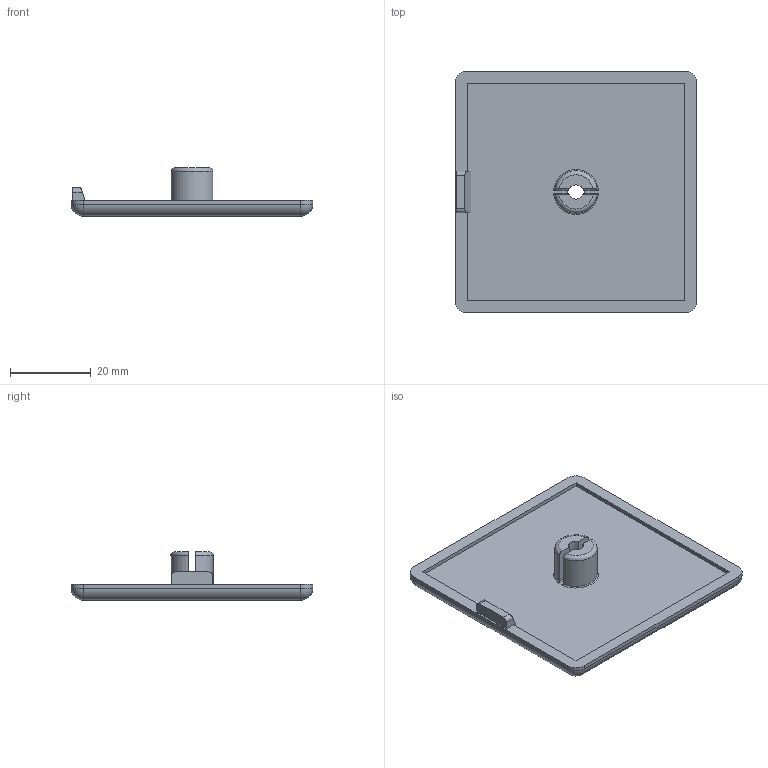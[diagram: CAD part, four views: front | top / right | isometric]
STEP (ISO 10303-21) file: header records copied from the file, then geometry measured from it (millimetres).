
FILE_DESCRIPTION (( 'STEP AP214' ), '1' );
FILE_NAME ('091071.STEP', '2014-08-22T05:42:45', ( '' ), ( '' ), 'SwSTEP 2.0', 'SolidWorks 2014', '' );
FILE_SCHEMA (( 'AUTOMOTIVE_DESIGN' ));
Length unit declared in the file: millimetre
Products named in the file (1): 091071
Bounding box: 60 x 60 x 12 mm (x, y, z)
Volume: 11567.2 mm3; surface area: 8568.9 mm2
Topology: 1 solids, 1 shells, 53 faces, 132 edges, 78 vertices
Faces by surface type: plane 23, cylinder 18, cone 4, torus 4, sphere 4
Entity records: 1638 total; most frequent: CARTESIAN_POINT 374, DIRECTION 256, ORIENTED_EDGE 256, EDGE_CURVE 128, AXIS2_PLACEMENT_3D 92, VERTEX_POINT 78, LINE 72, VECTOR 72
